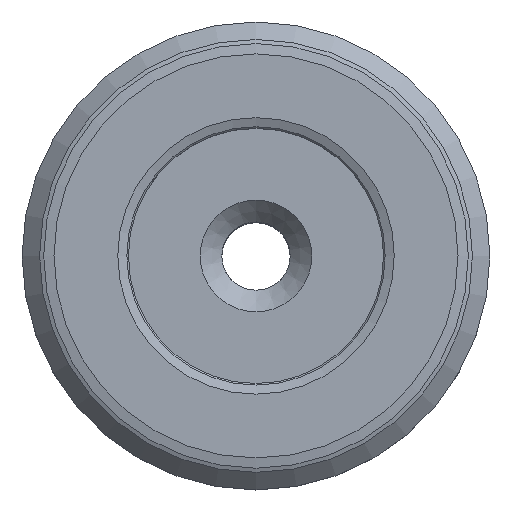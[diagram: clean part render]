
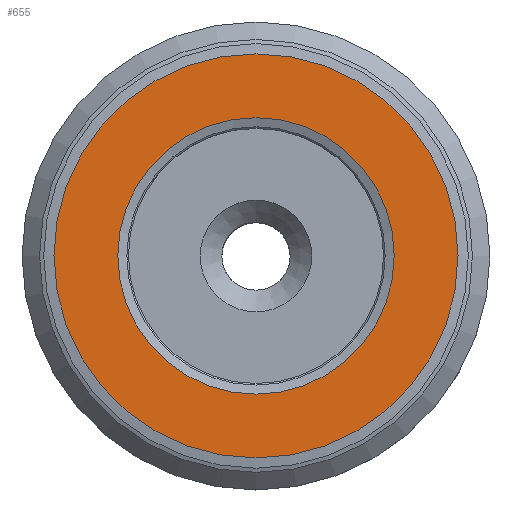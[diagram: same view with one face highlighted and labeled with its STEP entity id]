
A CAD part, top view. The second image highlights one B-rep face of the part: STEP entity #655.
In plain terms, the highlighted planar face has unit normal (0, 0, 1).
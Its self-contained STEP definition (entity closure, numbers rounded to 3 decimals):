
#66=FACE_BOUND('',#128,.T.);
#75=PLANE('',#712);
#86=FACE_OUTER_BOUND('',#127,.T.);
#127=EDGE_LOOP('',(#433));
#128=EDGE_LOOP('',(#434));
#233=CIRCLE('',#711,9.5);
#234=CIRCLE('',#713,6.5);
#266=VERTEX_POINT('',#959);
#267=VERTEX_POINT('',#963);
#329=EDGE_CURVE('',#266,#266,#233,.T.);
#330=EDGE_CURVE('',#267,#267,#234,.T.);
#433=ORIENTED_EDGE('',*,*,#329,.F.);
#434=ORIENTED_EDGE('',*,*,#330,.F.);
#655=ADVANCED_FACE('',(#86,#66),#75,.T.);
#711=AXIS2_PLACEMENT_3D('',#961,#788,#789);
#712=AXIS2_PLACEMENT_3D('',#962,#790,#791);
#713=AXIS2_PLACEMENT_3D('',#964,#792,#793);
#788=DIRECTION('center_axis',(0.,0.,-1.));
#789=DIRECTION('ref_axis',(1.,0.,0.));
#790=DIRECTION('center_axis',(0.,0.,1.));
#791=DIRECTION('ref_axis',(1.,0.,0.));
#792=DIRECTION('center_axis',(0.,0.,1.));
#793=DIRECTION('ref_axis',(1.,0.,0.));
#959=CARTESIAN_POINT('',(-9.5,0.,4.));
#961=CARTESIAN_POINT('Origin',(0.,0.,4.));
#962=CARTESIAN_POINT('Origin',(0.,0.,4.));
#963=CARTESIAN_POINT('',(-6.5,0.,4.));
#964=CARTESIAN_POINT('Origin',(0.,0.,4.));
